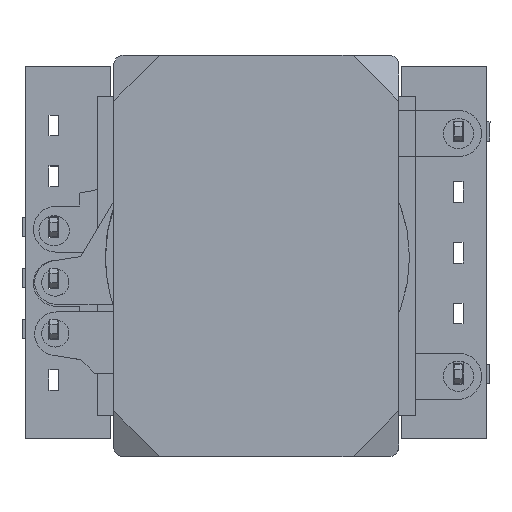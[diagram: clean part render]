
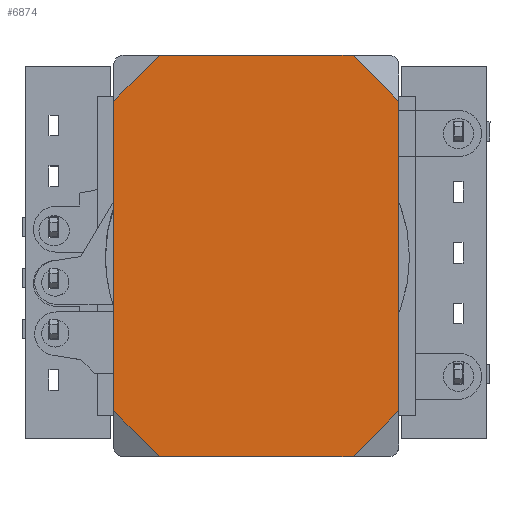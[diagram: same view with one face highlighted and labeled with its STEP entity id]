
A CAD part, top view. The second image highlights one B-rep face of the part: STEP entity #6874.
In plain terms, the highlighted planar face has unit normal (0, 0, 1).
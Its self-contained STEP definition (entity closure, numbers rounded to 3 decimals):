
#93 = DIRECTION ( 'NONE',  ( 1., 0., 0. ) ) ;
#189 = LINE ( 'NONE', #8702, #7552 ) ;
#329 = VECTOR ( 'NONE', #649, 1000. ) ;
#334 = CARTESIAN_POINT ( 'NONE',  ( 0., 0., 0. ) ) ;
#455 = ORIENTED_EDGE ( 'NONE', *, *, #9556, .T. ) ;
#611 = LINE ( 'NONE', #10120, #1608 ) ;
#649 = DIRECTION ( 'NONE',  ( 0., 1., 0. ) ) ;
#755 = DIRECTION ( 'NONE',  ( -1., 0., 0. ) ) ;
#772 = CARTESIAN_POINT ( 'NONE',  ( 0., 0., 0. ) ) ;
#792 = EDGE_CURVE ( 'NONE', #3367, #1744, #8401, .T. ) ;
#1282 = CARTESIAN_POINT ( 'NONE',  ( -11.165, -11.165, 0. ) ) ;
#1325 = DIRECTION ( 'NONE',  ( 1., 0., 0. ) ) ;
#1365 = LINE ( 'NONE', #1414, #6811 ) ;
#1414 = CARTESIAN_POINT ( 'NONE',  ( 20.115, -20.115, 0. ) ) ;
#1608 = VECTOR ( 'NONE', #755, 1000. ) ;
#1645 = LINE ( 'NONE', #7172, #2987 ) ;
#1744 = VERTEX_POINT ( 'NONE', #7332 ) ;
#1961 = VERTEX_POINT ( 'NONE', #3820 ) ;
#1984 = FACE_OUTER_BOUND ( 'NONE', #3870, .T. ) ;
#2163 = VERTEX_POINT ( 'NONE', #3342 ) ;
#2389 = ORIENTED_EDGE ( 'NONE', *, *, #792, .T. ) ;
#2892 = ORIENTED_EDGE ( 'NONE', *, *, #5209, .T. ) ;
#2907 = DIRECTION ( 'NONE',  ( 0.707, 0.707, 0. ) ) ;
#2987 = VECTOR ( 'NONE', #93, 1000. ) ;
#3301 = AXIS2_PLACEMENT_3D ( 'NONE', #334, #3430, #1325 ) ;
#3331 = ORIENTED_EDGE ( 'NONE', *, *, #4710, .T. ) ;
#3342 = CARTESIAN_POINT ( 'NONE',  ( 2.87, 0., 0. ) ) ;
#3367 = VERTEX_POINT ( 'NONE', #9234 ) ;
#3430 = DIRECTION ( 'NONE',  ( 0., 0., 1. ) ) ;
#3469 = VERTEX_POINT ( 'NONE', #7256 ) ;
#3820 = CARTESIAN_POINT ( 'NONE',  ( 15.03, 0., 0. ) ) ;
#3870 = EDGE_LOOP ( 'NONE', ( #4244, #4238, #8876, #3331, #2892, #7310, #455, #2389 ) ) ;
#3985 = EDGE_CURVE ( 'NONE', #2163, #8421, #5475, .T. ) ;
#4238 = ORIENTED_EDGE ( 'NONE', *, *, #9603, .T. ) ;
#4244 = ORIENTED_EDGE ( 'NONE', *, *, #7191, .T. ) ;
#4523 = DIRECTION ( 'NONE',  ( -0.707, -0.707, 0. ) ) ;
#4577 = LINE ( 'NONE', #7724, #329 ) ;
#4614 = DIRECTION ( 'NONE',  ( 0., -1., 0. ) ) ;
#4710 = EDGE_CURVE ( 'NONE', #7073, #1961, #189, .T. ) ;
#5209 = EDGE_CURVE ( 'NONE', #1961, #2163, #611, .T. ) ;
#5229 = CARTESIAN_POINT ( 'NONE',  ( 0., -2.87, 0. ) ) ;
#5475 = LINE ( 'NONE', #9320, #7275 ) ;
#5810 = VECTOR ( 'NONE', #7623, 1000. ) ;
#5832 = CARTESIAN_POINT ( 'NONE',  ( 17.9, -2.87, 0. ) ) ;
#6749 = EDGE_CURVE ( 'NONE', #3469, #7073, #4577, .T. ) ;
#6811 = VECTOR ( 'NONE', #2907, 1000. ) ;
#6874 = ADVANCED_FACE ( 'NONE', ( #1984 ), #8294, .T. ) ;
#7073 = VERTEX_POINT ( 'NONE', #5832 ) ;
#7142 = VECTOR ( 'NONE', #4614, 1000. ) ;
#7172 = CARTESIAN_POINT ( 'NONE',  ( 0., -25.2, 0. ) ) ;
#7191 = EDGE_CURVE ( 'NONE', #1744, #8963, #1645, .T. ) ;
#7215 = DIRECTION ( 'NONE',  ( -0.707, 0.707, 0. ) ) ;
#7256 = CARTESIAN_POINT ( 'NONE',  ( 17.9, -22.33, 0. ) ) ;
#7275 = VECTOR ( 'NONE', #4523, 1000. ) ;
#7310 = ORIENTED_EDGE ( 'NONE', *, *, #3985, .T. ) ;
#7332 = CARTESIAN_POINT ( 'NONE',  ( 2.87, -25.2, 0. ) ) ;
#7552 = VECTOR ( 'NONE', #7215, 1000. ) ;
#7623 = DIRECTION ( 'NONE',  ( 0.707, -0.707, 0. ) ) ;
#7679 = CARTESIAN_POINT ( 'NONE',  ( 15.03, -25.2, 0. ) ) ;
#7724 = CARTESIAN_POINT ( 'NONE',  ( 17.9, 0., 0. ) ) ;
#7813 = LINE ( 'NONE', #772, #7142 ) ;
#8294 = PLANE ( 'NONE',  #3301 ) ;
#8401 = LINE ( 'NONE', #1282, #5810 ) ;
#8421 = VERTEX_POINT ( 'NONE', #5229 ) ;
#8702 = CARTESIAN_POINT ( 'NONE',  ( 7.515, 7.515, 0. ) ) ;
#8876 = ORIENTED_EDGE ( 'NONE', *, *, #6749, .T. ) ;
#8963 = VERTEX_POINT ( 'NONE', #7679 ) ;
#9234 = CARTESIAN_POINT ( 'NONE',  ( 0., -22.33, 0. ) ) ;
#9320 = CARTESIAN_POINT ( 'NONE',  ( 1.435, -1.435, 0. ) ) ;
#9556 = EDGE_CURVE ( 'NONE', #8421, #3367, #7813, .T. ) ;
#9603 = EDGE_CURVE ( 'NONE', #8963, #3469, #1365, .T. ) ;
#10120 = CARTESIAN_POINT ( 'NONE',  ( 0., 0., 0. ) ) ;
